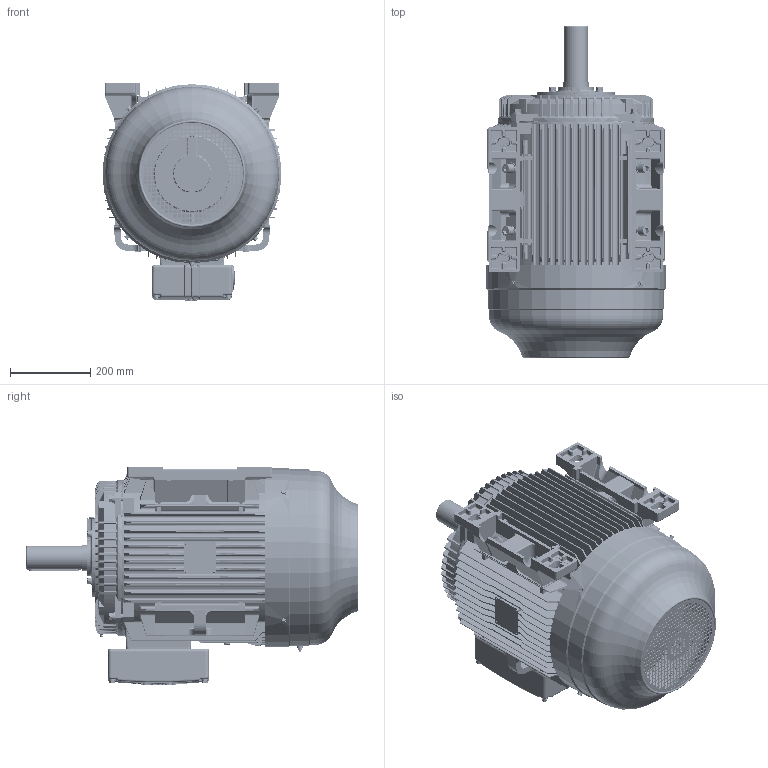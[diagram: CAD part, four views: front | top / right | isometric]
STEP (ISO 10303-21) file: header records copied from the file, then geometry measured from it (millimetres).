
FILE_DESCRIPTION((''),'2;1');
FILE_NAME('11WE225S48B3','2013-01-16T',('Administrator'),(''),'PRO/ENGINEER BY PARAMETRIC TECHNOLOGY CORPORATION, 2007370','PRO/ENGINEER BY PARAMETRIC TECHNOLOGY CORPORATION, 2007370','');
FILE_SCHEMA(('CONFIG_CONTROL_DESIGN'));
Length unit declared in the file: millimetre
Products named in the file (1): 11WE225S48B3
Bounding box: 445 x 825 x 541 mm (x, y, z)
Surface area: 4543909.7 mm2 (no closed solid volume)
Topology: 0 solids, 366 shells, 9127 faces, 26512 edges, 17835 vertices
Faces by surface type: plane 4207, cylinder 3603, cone 692, torus 304, bspline 186, sphere 135
Entity records: 321020 total; most frequent: CARTESIAN_POINT 83803, ORIENTED_EDGE 51197, DIRECTION 46394, EDGE_CURVE 26356, VERTEX_POINT 17835, AXIS2_PLACEMENT_3D 16262, VECTOR 13870, LINE 13870
